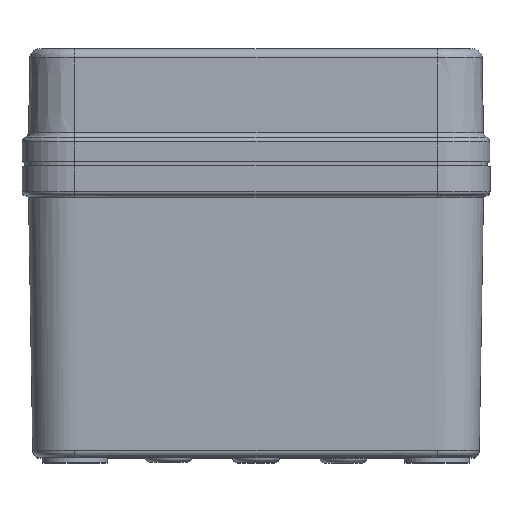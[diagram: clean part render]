
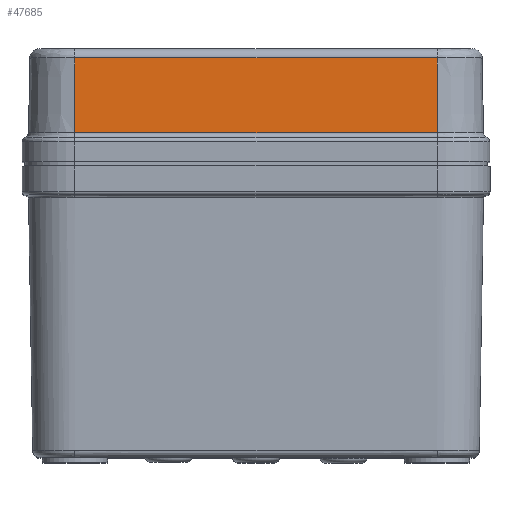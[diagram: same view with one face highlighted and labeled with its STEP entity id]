
A CAD part, top view. The second image highlights one B-rep face of the part: STEP entity #47685.
In plain terms, the highlighted planar face has unit normal (0, 0.018, 1).
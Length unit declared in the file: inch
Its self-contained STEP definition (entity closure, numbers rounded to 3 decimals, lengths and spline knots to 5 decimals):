
#101 = VERTEX_POINT ( 'NONE', #16224 ) ;
#3981 = VERTEX_POINT ( 'NONE', #45155 ) ;
#4338 = CARTESIAN_POINT ( 'NONE',  ( -1.2205, 0., 2.128 ) ) ;
#6877 = DIRECTION ( 'NONE',  ( 1., 0., 0. ) ) ;
#13518 = LINE ( 'NONE', #71899, #23697 ) ;
#13559 = ORIENTED_EDGE ( 'NONE', *, *, #59001, .F. ) ;
#15667 = PLANE ( 'NONE',  #49730 ) ;
#16224 = CARTESIAN_POINT ( 'NONE',  ( -1.2205, 0.7281, 2.11529 ) ) ;
#17192 = LINE ( 'NONE', #35844, #40290 ) ;
#17514 = EDGE_LOOP ( 'NONE', ( #13559, #55672, #55374, #44056 ) ) ;
#18814 = VECTOR ( 'NONE', #70249, 39.37008 ) ;
#21616 = DIRECTION ( 'NONE',  ( 0., 0.017, 1. ) ) ;
#23697 = VECTOR ( 'NONE', #71637, 39.37008 ) ;
#26981 = EDGE_CURVE ( 'NONE', #3981, #32982, #13518, .T. ) ;
#32982 = VERTEX_POINT ( 'NONE', #37752 ) ;
#33354 = DIRECTION ( 'NONE',  ( 0., -1., 0.017 ) ) ;
#35844 = CARTESIAN_POINT ( 'NONE',  ( -1.23338, 0.7281, 2.11529 ) ) ;
#37752 = CARTESIAN_POINT ( 'NONE',  ( 1.2205, 0.22362, 2.1241 ) ) ;
#39232 = VERTEX_POINT ( 'NONE', #43942 ) ;
#39482 = CARTESIAN_POINT ( 'NONE',  ( -1.29128, 0., 2.128 ) ) ;
#40290 = VECTOR ( 'NONE', #6877, 39.37008 ) ;
#40855 = EDGE_CURVE ( 'NONE', #101, #3981, #45623, .T. ) ;
#43942 = CARTESIAN_POINT ( 'NONE',  ( 1.2205, 0.7281, 2.11529 ) ) ;
#44056 = ORIENTED_EDGE ( 'NONE', *, *, #50424, .F. ) ;
#45155 = CARTESIAN_POINT ( 'NONE',  ( -1.2205, 0.22362, 2.1241 ) ) ;
#45623 = LINE ( 'NONE', #4338, #18814 ) ;
#47685 = ADVANCED_FACE ( 'NONE', ( #65138 ), #15667, .T. ) ;
#49730 = AXIS2_PLACEMENT_3D ( 'NONE', #39482, #21616, #57228 ) ;
#50424 = EDGE_CURVE ( 'NONE', #39232, #32982, #59919, .T. ) ;
#55374 = ORIENTED_EDGE ( 'NONE', *, *, #26981, .T. ) ;
#55672 = ORIENTED_EDGE ( 'NONE', *, *, #40855, .T. ) ;
#57228 = DIRECTION ( 'NONE',  ( 0., -1., 0.017 ) ) ;
#59001 = EDGE_CURVE ( 'NONE', #101, #39232, #17192, .T. ) ;
#59919 = LINE ( 'NONE', #74191, #60804 ) ;
#60804 = VECTOR ( 'NONE', #33354, 39.37008 ) ;
#65138 = FACE_OUTER_BOUND ( 'NONE', #17514, .T. ) ;
#70249 = DIRECTION ( 'NONE',  ( 0., -1., 0.017 ) ) ;
#71637 = DIRECTION ( 'NONE',  ( 1., 0., 0. ) ) ;
#71899 = CARTESIAN_POINT ( 'NONE',  ( -1.29128, 0.22362, 2.1241 ) ) ;
#74191 = CARTESIAN_POINT ( 'NONE',  ( 1.2205, 0.47586, 2.11969 ) ) ;
